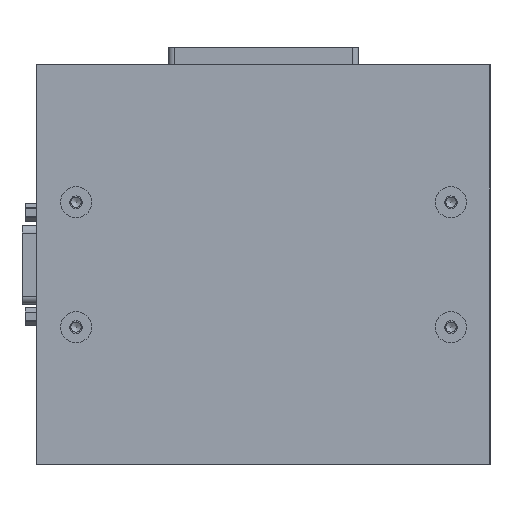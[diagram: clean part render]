
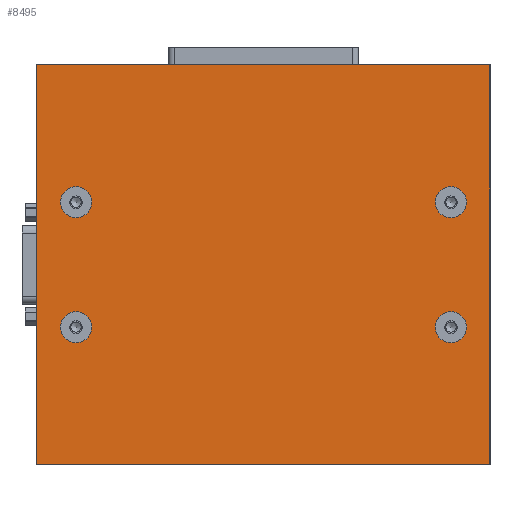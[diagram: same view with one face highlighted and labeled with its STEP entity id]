
A CAD part, left-side view. The second image highlights one B-rep face of the part: STEP entity #8495.
In plain terms, the highlighted face is planar.
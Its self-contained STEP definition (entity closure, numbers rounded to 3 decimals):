
#3790=CIRCLE('',#8010,5.);
#3791=CIRCLE('',#8011,5.);
#3792=CIRCLE('',#8012,5.);
#3793=CIRCLE('',#8013,5.);
#3995=ORIENTED_EDGE('',*,*,#5242,.T.);
#3996=ORIENTED_EDGE('',*,*,#5254,.T.);
#3997=ORIENTED_EDGE('',*,*,#5259,.T.);
#3998=ORIENTED_EDGE('',*,*,#5235,.T.);
#3999=ORIENTED_EDGE('',*,*,#5262,.T.);
#4000=ORIENTED_EDGE('',*,*,#5263,.T.);
#4001=ORIENTED_EDGE('',*,*,#5264,.T.);
#4002=ORIENTED_EDGE('',*,*,#5265,.T.);
#4630=VECTOR('',#6220,1.);
#4637=VECTOR('',#6229,1.);
#4643=VECTOR('',#6249,1.);
#4648=VECTOR('',#6256,1.);
#4794=LINE('',#7180,#4630);
#4801=LINE('',#7193,#4637);
#4807=LINE('',#7217,#4643);
#4812=LINE('',#7227,#4648);
#4961=VERTEX_POINT('',#7177);
#4962=VERTEX_POINT('',#7179);
#4967=VERTEX_POINT('',#7191);
#4978=VERTEX_POINT('',#7215);
#4985=VERTEX_POINT('',#7233);
#4986=VERTEX_POINT('',#7235);
#4987=VERTEX_POINT('',#7237);
#4988=VERTEX_POINT('',#7239);
#5235=EDGE_CURVE('',#4962,#4961,#4794,.T.);
#5242=EDGE_CURVE('',#4961,#4967,#4801,.T.);
#5254=EDGE_CURVE('',#4967,#4978,#4807,.T.);
#5259=EDGE_CURVE('',#4978,#4962,#4812,.T.);
#5262=EDGE_CURVE('',#4985,#4985,#3790,.T.);
#5263=EDGE_CURVE('',#4986,#4986,#3791,.T.);
#5264=EDGE_CURVE('',#4987,#4987,#3792,.T.);
#5265=EDGE_CURVE('',#4988,#4988,#3793,.T.);
#5579=EDGE_LOOP('',(#3995,#3996,#3997,#3998));
#5580=EDGE_LOOP('',(#3999));
#5581=EDGE_LOOP('',(#4000));
#5582=EDGE_LOOP('',(#4001));
#5583=EDGE_LOOP('',(#4002));
#5893=FACE_BOUND('',#5579,.T.);
#5894=FACE_BOUND('',#5580,.T.);
#5895=FACE_BOUND('',#5581,.T.);
#5896=FACE_BOUND('',#5582,.T.);
#5897=FACE_BOUND('',#5583,.T.);
#6220=DIRECTION('',(0.,-145.,0.));
#6229=DIRECTION('',(128.,0.,0.));
#6249=DIRECTION('',(0.,145.,0.));
#6256=DIRECTION('',(-128.,0.,0.));
#6261=DIRECTION('',(0.,0.,1.));
#6262=DIRECTION('',(0.,-1.,0.));
#6263=DIRECTION('',(0.,0.,-1.));
#6264=DIRECTION('',(-5.,0.,0.));
#6265=DIRECTION('',(0.,0.,-1.));
#6266=DIRECTION('',(-5.,0.,0.));
#6267=DIRECTION('',(0.,0.,-1.));
#6268=DIRECTION('',(-5.,0.,0.));
#6269=DIRECTION('',(0.,0.,-1.));
#6270=DIRECTION('',(-5.,0.,0.));
#7177=CARTESIAN_POINT('',(0.,0.,165.));
#7179=CARTESIAN_POINT('',(0.,145.,165.));
#7180=CARTESIAN_POINT('',(0.,145.,165.));
#7191=CARTESIAN_POINT('',(128.,0.,165.));
#7193=CARTESIAN_POINT('',(0.,0.,165.));
#7215=CARTESIAN_POINT('',(128.,145.,165.));
#7217=CARTESIAN_POINT('',(128.,0.,165.));
#7227=CARTESIAN_POINT('',(128.,145.,165.));
#7232=CARTESIAN_POINT('',(0.,0.,165.));
#7233=CARTESIAN_POINT('',(79.,132.5,165.));
#7234=CARTESIAN_POINT('',(84.,132.5,165.));
#7235=CARTESIAN_POINT('',(79.,12.5,165.));
#7236=CARTESIAN_POINT('',(84.,12.5,165.));
#7237=CARTESIAN_POINT('',(39.,132.5,165.));
#7238=CARTESIAN_POINT('',(44.,132.5,165.));
#7239=CARTESIAN_POINT('',(39.,12.5,165.));
#7240=CARTESIAN_POINT('',(44.,12.5,165.));
#8009=AXIS2_PLACEMENT_3D('',#7232,#6261,#6262);
#8010=AXIS2_PLACEMENT_3D('',#7234,#6263,#6264);
#8011=AXIS2_PLACEMENT_3D('',#7236,#6265,#6266);
#8012=AXIS2_PLACEMENT_3D('',#7238,#6267,#6268);
#8013=AXIS2_PLACEMENT_3D('',#7240,#6269,#6270);
#8393=PLANE('',#8009);
#8495=ADVANCED_FACE('',(#5893,#5894,#5895,#5896,#5897),#8393,.T.);
